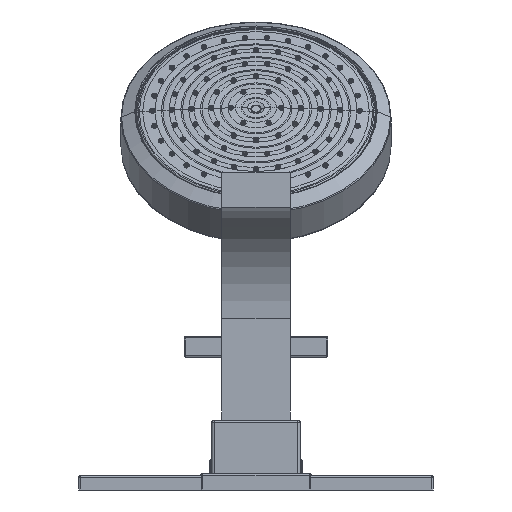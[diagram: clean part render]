
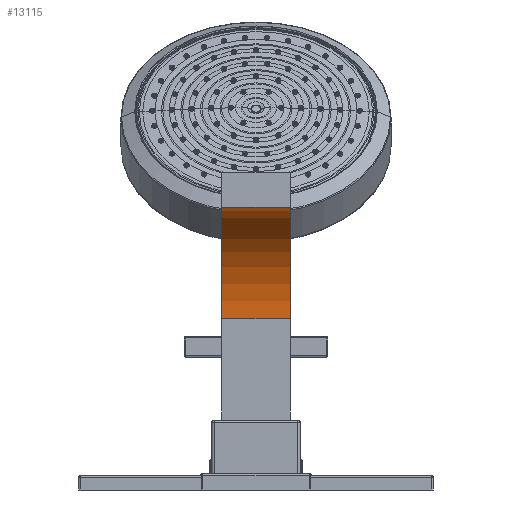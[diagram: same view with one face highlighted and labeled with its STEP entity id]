
A CAD part, front view. The second image highlights one B-rep face of the part: STEP entity #13115.
In plain terms, the highlighted cylindrical face has radius 62.56 mm (diameter 125.12 mm), a partial arc.
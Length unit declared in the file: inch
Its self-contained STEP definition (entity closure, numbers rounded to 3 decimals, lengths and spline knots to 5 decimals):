
#12350=CARTESIAN_POINT('',(0.75,-10.838,3.75003));
#12351=DIRECTION('',(1.,0.,0.));
#12352=DIRECTION('',(0.,1.,0.));
#12353=AXIS2_PLACEMENT_3D('',#12350,#12351,#12352);
#12389=DIRECTION('',(1.,0.,0.));
#12390=VECTOR('',#12389,1.5);
#12391=CARTESIAN_POINT('',(-0.75,-10.455,6.18306));
#12392=LINE('',#12391,#12390);
#12393=DIRECTION('',(1.,0.,0.));
#12394=VECTOR('',#12393,1.5);
#12395=CARTESIAN_POINT('',(-0.75,-8.375,3.75003));
#12396=LINE('',#12395,#12394);
#12397=CARTESIAN_POINT('',(-0.75,-10.838,3.75003));
#12398=DIRECTION('',(1.,0.,0.));
#12399=DIRECTION('',(0.,1.,0.));
#12400=AXIS2_PLACEMENT_3D('',#12397,#12398,#12399);
#12486=CARTESIAN_POINT('',(-0.75,-8.375,3.75003));
#12487=CARTESIAN_POINT('',(0.75,-8.375,3.75003));
#12488=VERTEX_POINT('',#12486);
#12489=VERTEX_POINT('',#12487);
#12490=CARTESIAN_POINT('',(-0.75,-10.455,6.18306));
#12492=VERTEX_POINT('',#12490);
#12494=CARTESIAN_POINT('',(0.75,-10.455,6.18306));
#12496=VERTEX_POINT('',#12494);
#13104=CARTESIAN_POINT('',(-1.,-10.838,3.75003));
#13105=DIRECTION('',(1.,0.,0.));
#13106=DIRECTION('',(0.,-1.,0.));
#13107=AXIS2_PLACEMENT_3D('',#13104,#13105,#13106);
#13108=CYLINDRICAL_SURFACE('',#13107,2.463);
#13109=ORIENTED_EDGE('',*,*,#13099,.T.);
#13110=ORIENTED_EDGE('',*,*,#13037,.F.);
#13111=ORIENTED_EDGE('',*,*,#13055,.F.);
#13112=ORIENTED_EDGE('',*,*,#13072,.T.);
#13113=EDGE_LOOP('',(#13109,#13110,#13111,#13112));
#13114=FACE_OUTER_BOUND('',#13113,.F.);
#13115=ADVANCED_FACE('',(#13114),#13108,.F.);
#12354=CIRCLE('',#12353,2.463);
#12401=CIRCLE('',#12400,2.463);
#13037=EDGE_CURVE('',#12489,#12496,#12354,.T.);
#13055=EDGE_CURVE('',#12488,#12489,#12396,.T.);
#13072=EDGE_CURVE('',#12488,#12492,#12401,.T.);
#13099=EDGE_CURVE('',#12492,#12496,#12392,.T.);
